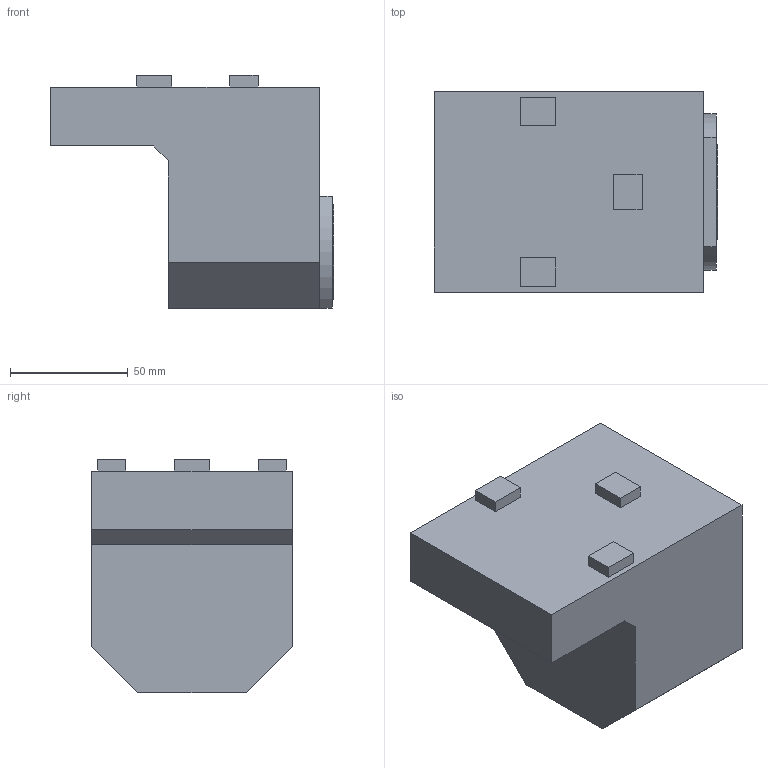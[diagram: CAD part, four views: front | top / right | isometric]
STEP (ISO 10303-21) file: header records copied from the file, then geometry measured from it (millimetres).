
FILE_DESCRIPTION(/* description */ (''),/* implementation_level */ '2;1');
FILE_NAME(/* name */ '1525412079656.stp',/* time_stamp */ '2018-05-04T11:05:00+06:00',/* author */ (''),/* organization */ ('SMS'),/* preprocessor_version */ 'ST-DEVELOPER v15',/* originating_system */ 'SIEMENS PLM Software NX 8.5',/* authorisation */ '');
FILE_SCHEMA (('AUTOMOTIVE_DESIGN { 1 0 10303 214 3 1 1 1 }'));
Length unit declared in the file: millimetre
Products named in the file (1): 201599032mod000_00
Bounding box: 120 x 85 x 99 mm (x, y, z)
Volume: 599635.6 mm3; surface area: 51435.6 mm2
Topology: 1 solids, 1 shells, 44 faces, 104 edges, 73 vertices
Faces by surface type: plane 33, cone 6, cylinder 5
Full cylindrical faces by diameter (mm): 2.5 x1, 31.6 x1, 40 x1
Entity records: 1356 total; most frequent: CARTESIAN_POINT 275, DIRECTION 215, ORIENTED_EDGE 198, EDGE_CURVE 99, LINE 77, VECTOR 77, AXIS2_PLACEMENT_3D 69, VERTEX_POINT 68
